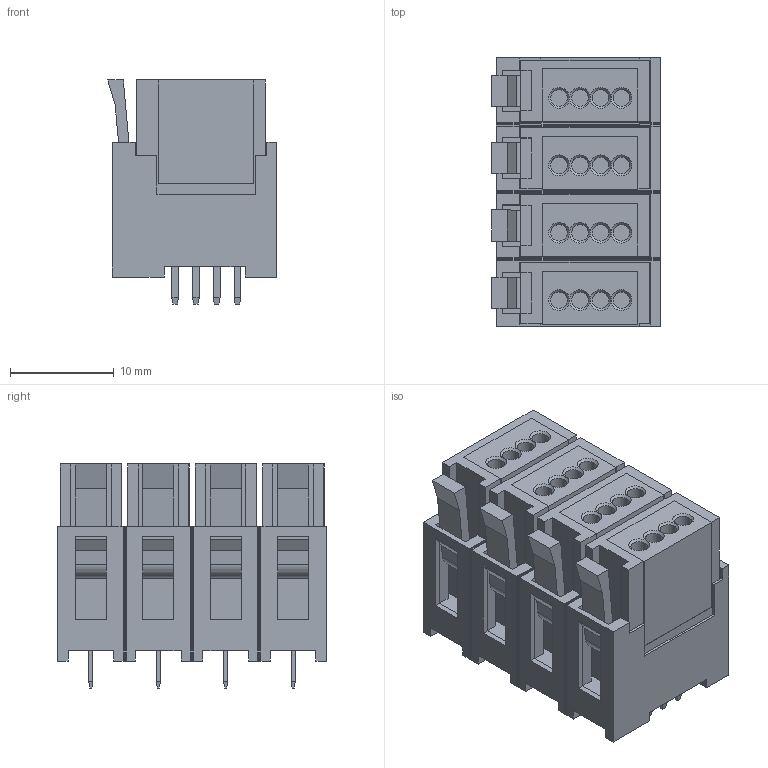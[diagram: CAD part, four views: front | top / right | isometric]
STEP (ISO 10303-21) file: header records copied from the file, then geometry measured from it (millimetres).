
FILE_DESCRIPTION(('FreeCAD Model'),'2;1');
FILE_NAME('CIOC_4_4_FV.step','2017-06-08T17:47:59',( 'kicad StepUp'),('ksu MCAD'),'Open CASCADE STEP processor 6.8', 'FreeCAD','Unknown');
FILE_SCHEMA(('AUTOMOTIVE_DESIGN_CC2 { 1 2 10303 214 -1 1 5 4 }'));
Length unit declared in the file: millimetre
Products named in the file (1): CIOC_4_4_FV
Bounding box: 16.25 x 25.9 x 21.6 mm (x, y, z)
Volume: 5795 mm3; surface area: 6013.7 mm2
Topology: 1 solids, 1 shells, 682 faces, 1608 edges, 944 vertices
Faces by surface type: plane 578, bspline 64, cylinder 24, cone 16
Full cylindrical faces by diameter (mm): 1.6 x16
Entity records: 23476 total; most frequent: CARTESIAN_POINT 3491, ORIENTED_EDGE 3216, DIRECTION 2846, EDGE_CURVE 1608, LINE 1480, VECTOR 1480, VERTEX_POINT 944, FACE_BOUND 722
